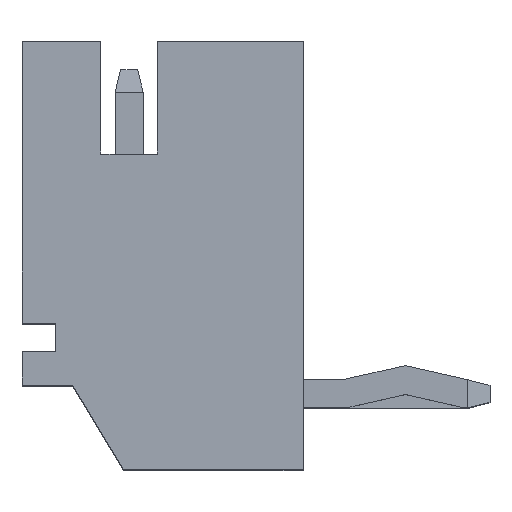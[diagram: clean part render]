
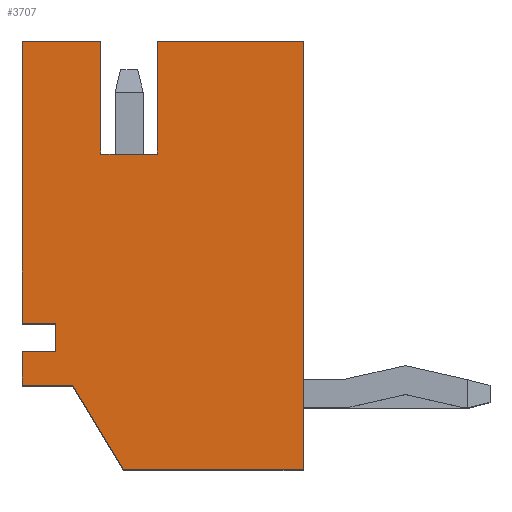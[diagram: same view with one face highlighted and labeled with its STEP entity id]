
A CAD part, top view. The second image highlights one B-rep face of the part: STEP entity #3707.
In plain terms, the highlighted planar face has unit normal (0, 0, 1).
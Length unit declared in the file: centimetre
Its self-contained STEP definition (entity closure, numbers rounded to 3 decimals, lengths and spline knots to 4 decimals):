
#152=FACE_OUTER_BOUND('',#348,.T.);
#348=EDGE_LOOP('',(#2780,#2781,#2782,#2783,#2784,#2785,#2786,#2787,#2788,
#2789,#2790,#2791,#2792,#2793));
#679=LINE('',#5475,#1185);
#682=LINE('',#5480,#1188);
#684=LINE('',#5484,#1190);
#687=LINE('',#5490,#1193);
#689=LINE('',#5494,#1195);
#691=LINE('',#5498,#1197);
#693=LINE('',#5502,#1199);
#695=LINE('',#5506,#1201);
#696=LINE('',#5507,#1202);
#697=LINE('',#5509,#1203);
#698=LINE('',#5511,#1204);
#699=LINE('',#5513,#1205);
#700=LINE('',#5515,#1206);
#701=LINE('',#5516,#1207);
#1185=VECTOR('',#4458,0.76);
#1188=VECTOR('',#4463,0.32);
#1190=VECTOR('',#4467,0.1749);
#1193=VECTOR('',#4472,0.14);
#1195=VECTOR('',#4476,0.2);
#1197=VECTOR('',#4480,0.1);
#1199=VECTOR('',#4484,0.2);
#1201=VECTOR('',#4488,0.09);
#1202=VECTOR('',#4489,0.26);
#1203=VECTOR('',#4490,0.5);
#1204=VECTOR('',#4491,0.06);
#1205=VECTOR('',#4492,0.05);
#1206=VECTOR('',#4493,0.06);
#1207=VECTOR('',#4494,0.06);
#1626=VERTEX_POINT('',#5472);
#1627=VERTEX_POINT('',#5474);
#1628=VERTEX_POINT('',#5479);
#1629=VERTEX_POINT('',#5483);
#1630=VERTEX_POINT('',#5487);
#1631=VERTEX_POINT('',#5489);
#1632=VERTEX_POINT('',#5493);
#1633=VERTEX_POINT('',#5497);
#1634=VERTEX_POINT('',#5501);
#1635=VERTEX_POINT('',#5505);
#1636=VERTEX_POINT('',#5508);
#1637=VERTEX_POINT('',#5510);
#1638=VERTEX_POINT('',#5512);
#1639=VERTEX_POINT('',#5514);
#2041=EDGE_CURVE('',#1627,#1626,#679,.T.);
#2044=EDGE_CURVE('',#1628,#1627,#682,.T.);
#2046=EDGE_CURVE('',#1629,#1628,#684,.T.);
#2049=EDGE_CURVE('',#1631,#1630,#687,.T.);
#2051=EDGE_CURVE('',#1632,#1631,#689,.T.);
#2053=EDGE_CURVE('',#1633,#1632,#691,.T.);
#2055=EDGE_CURVE('',#1634,#1633,#693,.T.);
#2057=EDGE_CURVE('',#1635,#1629,#695,.T.);
#2058=EDGE_CURVE('',#1626,#1634,#696,.T.);
#2059=EDGE_CURVE('',#1630,#1636,#697,.T.);
#2060=EDGE_CURVE('',#1636,#1637,#698,.T.);
#2061=EDGE_CURVE('',#1637,#1638,#699,.T.);
#2062=EDGE_CURVE('',#1638,#1639,#700,.T.);
#2063=EDGE_CURVE('',#1639,#1635,#701,.T.);
#2780=ORIENTED_EDGE('',*,*,#2057,.T.);
#2781=ORIENTED_EDGE('',*,*,#2046,.T.);
#2782=ORIENTED_EDGE('',*,*,#2044,.T.);
#2783=ORIENTED_EDGE('',*,*,#2041,.T.);
#2784=ORIENTED_EDGE('',*,*,#2058,.T.);
#2785=ORIENTED_EDGE('',*,*,#2055,.T.);
#2786=ORIENTED_EDGE('',*,*,#2053,.T.);
#2787=ORIENTED_EDGE('',*,*,#2051,.T.);
#2788=ORIENTED_EDGE('',*,*,#2049,.T.);
#2789=ORIENTED_EDGE('',*,*,#2059,.T.);
#2790=ORIENTED_EDGE('',*,*,#2060,.T.);
#2791=ORIENTED_EDGE('',*,*,#2061,.T.);
#2792=ORIENTED_EDGE('',*,*,#2062,.T.);
#2793=ORIENTED_EDGE('',*,*,#2063,.T.);
#3517=PLANE('',#3919);
#3707=ADVANCED_FACE('',(#152),#3517,.T.);
#3919=AXIS2_PLACEMENT_3D('',#5504,#4486,#4487);
#4458=DIRECTION('',(0.,1.,0.));
#4463=DIRECTION('',(1.,0.,0.));
#4467=DIRECTION('',(0.514,-0.857,0.));
#4472=DIRECTION('',(-1.,0.,0.));
#4476=DIRECTION('',(0.,1.,0.));
#4480=DIRECTION('',(-1.,0.,0.));
#4484=DIRECTION('',(0.,-1.,0.));
#4486=DIRECTION('center_axis',(0.,0.,
1.));
#4487=DIRECTION('ref_axis',(1.,0.,0.));
#4488=DIRECTION('',(1.,0.,0.));
#4489=DIRECTION('',(-1.,0.,0.));
#4490=DIRECTION('',(0.,-1.,0.));
#4491=DIRECTION('',(1.,0.,0.));
#4492=DIRECTION('',(0.,-1.,0.));
#4493=DIRECTION('',(-1.,0.,0.));
#4494=DIRECTION('',(0.,-1.,0.));
#5472=CARTESIAN_POINT('',(-1.1367,0.3185,0.4926));
#5474=CARTESIAN_POINT('',(-1.1367,-0.4415,0.4926));
#5475=CARTESIAN_POINT('',(-1.1367,-0.4415,0.4926));
#5479=CARTESIAN_POINT('',(-1.4567,-0.4415,0.4926));
#5480=CARTESIAN_POINT('',(-1.4567,-0.4415,0.4926));
#5483=CARTESIAN_POINT('',(-1.5467,-0.2915,0.4926));
#5484=CARTESIAN_POINT('',(-1.5467,-0.2915,0.4926));
#5487=CARTESIAN_POINT('',(-1.6367,0.3185,0.4926));
#5489=CARTESIAN_POINT('',(-1.4967,0.3185,0.4926));
#5490=CARTESIAN_POINT('',(-1.4967,0.3185,0.4926));
#5493=CARTESIAN_POINT('',(-1.4967,0.1185,0.4926));
#5494=CARTESIAN_POINT('',(-1.4967,0.1185,0.4926));
#5497=CARTESIAN_POINT('',(-1.3967,0.1185,0.4926));
#5498=CARTESIAN_POINT('',(-1.3967,0.1185,0.4926));
#5501=CARTESIAN_POINT('',(-1.3967,0.3185,0.4926));
#5502=CARTESIAN_POINT('',(-1.3967,0.3185,0.4926));
#5504=CARTESIAN_POINT('Origin',(-1.3933,-0.0229,0.4926));
#5505=CARTESIAN_POINT('',(-1.6367,-0.2915,0.4926));
#5506=CARTESIAN_POINT('',(-1.6367,-0.2915,0.4926));
#5507=CARTESIAN_POINT('',(-1.1367,0.3185,0.4926));
#5508=CARTESIAN_POINT('',(-1.6367,-0.1815,0.4926));
#5509=CARTESIAN_POINT('',(-1.6367,0.3185,0.4926));
#5510=CARTESIAN_POINT('',(-1.5767,-0.1815,0.4926));
#5511=CARTESIAN_POINT('',(-1.6367,-0.1815,0.4926));
#5512=CARTESIAN_POINT('',(-1.5767,-0.2315,0.4926));
#5513=CARTESIAN_POINT('',(-1.5767,-0.1815,0.4926));
#5514=CARTESIAN_POINT('',(-1.6367,-0.2315,0.4926));
#5515=CARTESIAN_POINT('',(-1.5767,-0.2315,0.4926));
#5516=CARTESIAN_POINT('',(-1.6367,-0.2315,0.4926));
